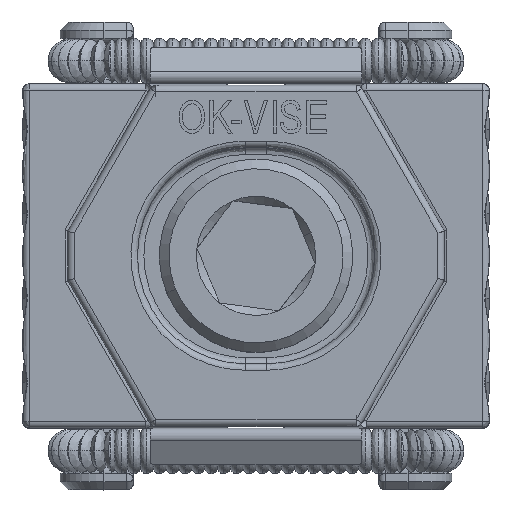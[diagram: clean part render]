
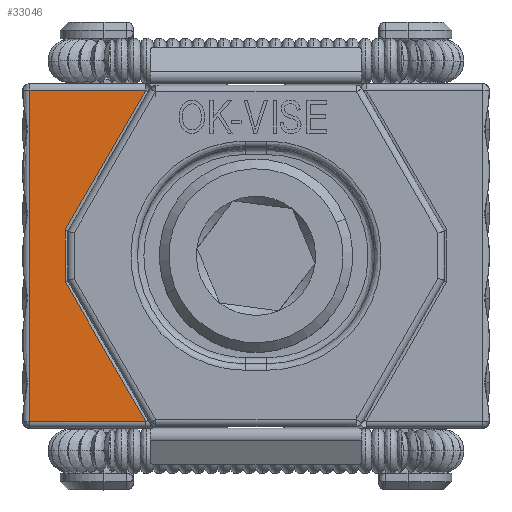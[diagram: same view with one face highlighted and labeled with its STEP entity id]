
A CAD part, top view. The second image highlights one B-rep face of the part: STEP entity #33046.
In plain terms, the highlighted planar face has unit normal (0, 0, 1).
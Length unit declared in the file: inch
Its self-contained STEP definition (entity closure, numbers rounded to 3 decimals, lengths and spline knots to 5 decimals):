
#1675 = AXIS2_PLACEMENT_3D ( 'NONE', #33709, #12669, #37234 ) ;
#2194 = VERTEX_POINT ( 'NONE', #11200 ) ;
#4358 = ORIENTED_EDGE ( 'NONE', *, *, #39074, .F. ) ;
#4441 = VERTEX_POINT ( 'NONE', #31075 ) ;
#5204 = EDGE_CURVE ( 'NONE', #29922, #23359, #10315, .T. ) ;
#5371 = CARTESIAN_POINT ( 'NONE',  ( -0.09497, -0.40157, 0.30118 ) ) ;
#5804 = EDGE_CURVE ( 'NONE', #24945, #4441, #33856, .T. ) ;
#6158 = CARTESIAN_POINT ( 'NONE',  ( -0.1492, -0.06298, 0.30118 ) ) ;
#6704 = ORIENTED_EDGE ( 'NONE', *, *, #35924, .F. ) ;
#6882 = VECTOR ( 'NONE', #29994, 39.37008 ) ;
#7643 = DIRECTION ( 'NONE',  ( 0.5, -0.866, 0. ) ) ;
#8023 = VECTOR ( 'NONE', #7643, 39.37008 ) ;
#9582 = VECTOR ( 'NONE', #36832, 39.37008 ) ;
#9969 = EDGE_CURVE ( 'NONE', #23359, #39273, #31365, .T. ) ;
#10315 = LINE ( 'NONE', #13012, #37247 ) ;
#11200 = CARTESIAN_POINT ( 'NONE',  ( -0.23622, 0.40158, 0.30119 ) ) ;
#12669 = DIRECTION ( 'NONE',  ( 0., 0., -1. ) ) ;
#12670 = VECTOR ( 'NONE', #29113, 39.37008 ) ;
#13012 = CARTESIAN_POINT ( 'NONE',  ( 0.04629, 0.40157, 0.30118 ) ) ;
#14414 = ORIENTED_EDGE ( 'NONE', *, *, #5804, .T. ) ;
#14729 = VECTOR ( 'NONE', #24948, 39.37008 ) ;
#16303 = LINE ( 'NONE', #32268, #8023 ) ;
#16542 = DIRECTION ( 'NONE',  ( -0.5, -0.866, 0. ) ) ;
#17876 = CARTESIAN_POINT ( 'NONE',  ( 0., 0.40157, 0.30118 ) ) ;
#18916 = CARTESIAN_POINT ( 'NONE',  ( 0.04629, 0.40157, 0.30118 ) ) ;
#20054 = LINE ( 'NONE', #30061, #9582 ) ;
#21659 = CARTESIAN_POINT ( 'NONE',  ( -0.1492, 0.06298, 0.30118 ) ) ;
#23359 = VERTEX_POINT ( 'NONE', #21659 ) ;
#24118 = LINE ( 'NONE', #17876, #14729 ) ;
#24230 = ORIENTED_EDGE ( 'NONE', *, *, #27329, .F. ) ;
#24945 = VERTEX_POINT ( 'NONE', #36830 ) ;
#24948 = DIRECTION ( 'NONE',  ( 1., 0., 0. ) ) ;
#25726 = ORIENTED_EDGE ( 'NONE', *, *, #9969, .F. ) ;
#27329 = EDGE_CURVE ( 'NONE', #24945, #2194, #20054, .T. ) ;
#29113 = DIRECTION ( 'NONE',  ( 0., -1., 0. ) ) ;
#29922 = VERTEX_POINT ( 'NONE', #18916 ) ;
#29994 = DIRECTION ( 'NONE',  ( 1., 0., 0. ) ) ;
#30061 = CARTESIAN_POINT ( 'NONE',  ( -0.23622, 0., 0.30118 ) ) ;
#31075 = CARTESIAN_POINT ( 'NONE',  ( 0.04629, -0.40158, 0.30118 ) ) ;
#31365 = LINE ( 'NONE', #36031, #12670 ) ;
#32233 = ORIENTED_EDGE ( 'NONE', *, *, #5204, .F. ) ;
#32268 = CARTESIAN_POINT ( 'NONE',  ( -0.1492, -0.06298, 0.30118 ) ) ;
#33046 = ADVANCED_FACE ( 'NONE', ( #39971 ), #33553, .F. ) ;
#33553 = PLANE ( 'NONE',  #1675 ) ;
#33709 = CARTESIAN_POINT ( 'NONE',  ( 0., 0., 0.30118 ) ) ;
#33856 = LINE ( 'NONE', #5371, #6882 ) ;
#35924 = EDGE_CURVE ( 'NONE', #39273, #4441, #16303, .T. ) ;
#36031 = CARTESIAN_POINT ( 'NONE',  ( -0.1492, 0., 0.30118 ) ) ;
#36830 = CARTESIAN_POINT ( 'NONE',  ( -0.23622, -0.40158, 0.30119 ) ) ;
#36832 = DIRECTION ( 'NONE',  ( 0., 1., 0. ) ) ;
#37234 = DIRECTION ( 'NONE',  ( -1., 0., 0. ) ) ;
#37247 = VECTOR ( 'NONE', #16542, 39.37008 ) ;
#39074 = EDGE_CURVE ( 'NONE', #2194, #29922, #24118, .T. ) ;
#39273 = VERTEX_POINT ( 'NONE', #6158 ) ;
#39971 = FACE_OUTER_BOUND ( 'NONE', #43941, .T. ) ;
#43941 = EDGE_LOOP ( 'NONE', ( #14414, #6704, #25726, #32233, #4358, #24230 ) ) ;
